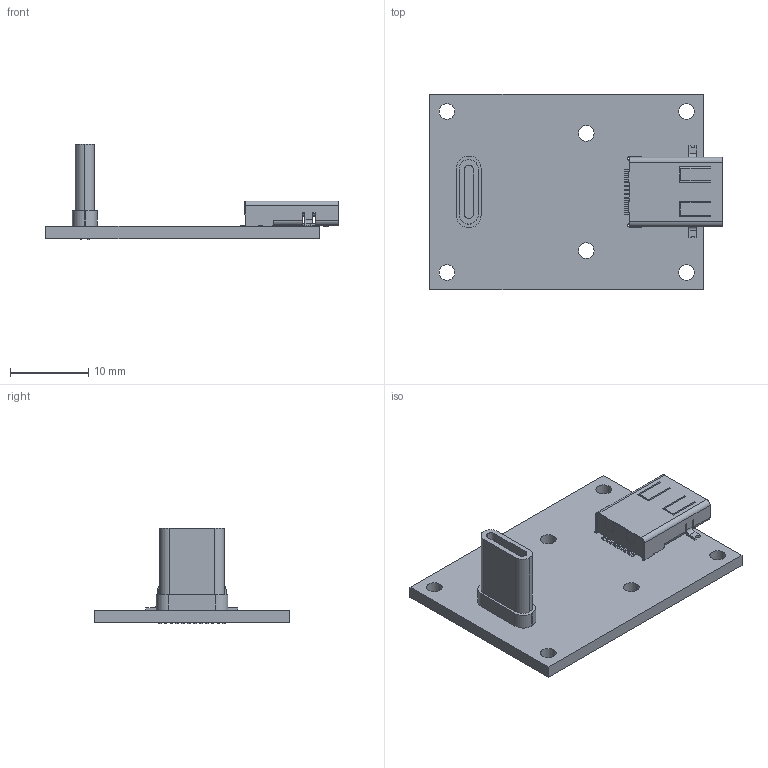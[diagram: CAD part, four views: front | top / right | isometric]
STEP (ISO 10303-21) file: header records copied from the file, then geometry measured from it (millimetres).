
FILE_DESCRIPTION(('Open CASCADE Model'),'2;1');
FILE_NAME('Open CASCADE Shape Model','2019-01-11T02:17:06',('Author'),( 'Open CASCADE'),'Open CASCADE STEP processor 6.8','Open CASCADE 6.8' ,'Unknown');
FILE_SCHEMA(('AUTOMOTIVE_DESIGN { 1 0 10303 214 1 1 1 1 }'));
Length unit declared in the file: millimetre
Products named in the file (7): PCB; Board; J2; USB3.1_female_RA; J1; USB3.1_male_wide_vertical; USB3.1_male_wide
Assembly tree (6 placements, depth 4):
  PCB
    Board
    J2
      USB3.1_female_RA
    J1
      USB3.1_male_wide_vertical
        USB3.1_male_wide
Bounding box: 37.37 x 25 x 12.15 mm (x, y, z)
Volume: 1717.7 mm3; surface area: 3037.7 mm2
Topology: 3 solids, 3 shells, 479 faces, 1267 edges, 834 vertices
Faces by surface type: plane 379, cylinder 92, torus 8
Full cylindrical faces by diameter (mm): 0.35 x10, 0.4 x24, 0.45 x2, 0.9 x2, 2 x6
Entity records: 36713 total; most frequent: CARTESIAN_POINT 11229, DIRECTION 4612, LINE 3181, VECTOR 3181, ORIENTED_EDGE 2534, PCURVE 2534, DEFINITIONAL_REPRESENTATION 2534, EDGE_CURVE 1267
